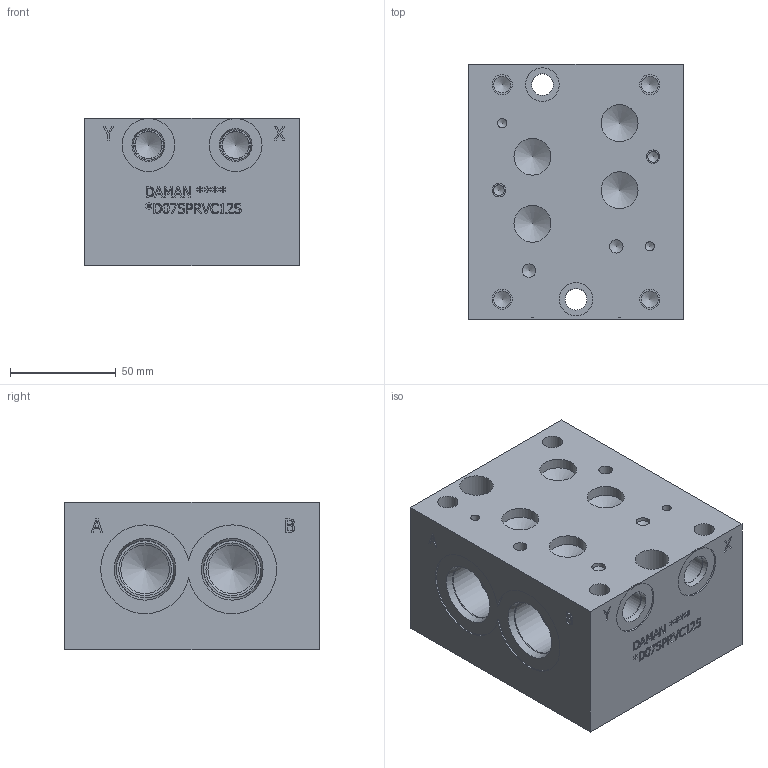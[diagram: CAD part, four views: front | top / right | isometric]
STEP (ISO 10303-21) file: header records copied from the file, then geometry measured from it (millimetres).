
FILE_DESCRIPTION(/* description */ (''),/* implementation_level */ '2;1');
FILE_NAME(/* name */ '_D07SPRVC12S.stp',/* time_stamp */ '2020-03-11T15:53:48-04:00',/* author */ ('alexanderw'),/* organization */ (''),/* preprocessor_version */ 'ST-DEVELOPER v17',/* originating_system */ 'Autodesk Inventor 2019',/* authorisation */ '');
FILE_SCHEMA (('AUTOMOTIVE_DESIGN { 1 0 10303 214 3 1 1 }'));
Length unit declared in the file: millimetre
Products named in the file (1): Part_AD07SPRVC12S_3D
Bounding box: 101.6 x 120.65 x 69.85 mm (x, y, z)
Volume: 686578.3 mm3; surface area: 84746.4 mm2
Topology: 1 solids, 1 shells, 606 faces, 1681 edges, 1133 vertices
Faces by surface type: plane 352, bspline 133, cylinder 70, cone 51
Full cylindrical faces by diameter (mm): 4.343 x2, 5.105 x2, 6.35 x4, 7.925 x4, 9.525 x4, 10.312 x2, 12.7 x2, 12.9 x1, 12.903 x1, 14.275 x2, 14.3 x1, 14.529 x2, 15.875 x2, 15.9 x1, 17.475 x4, 20.62 x1, 22.23 x1, 22.54 x1, 23.012 x2, 24.917 x4, 25.019 x2, 26.99 x3, 27 x3, 27.432 x6, 30.16 x1
Entity records: 20645 total; most frequent: CARTESIAN_POINT 5392, ORIENTED_EDGE 3322, DIRECTION 2561, EDGE_CURVE 1661, VERTEX_POINT 1133, LINE 1105, VECTOR 1105, AXIS2_PLACEMENT_3D 728
